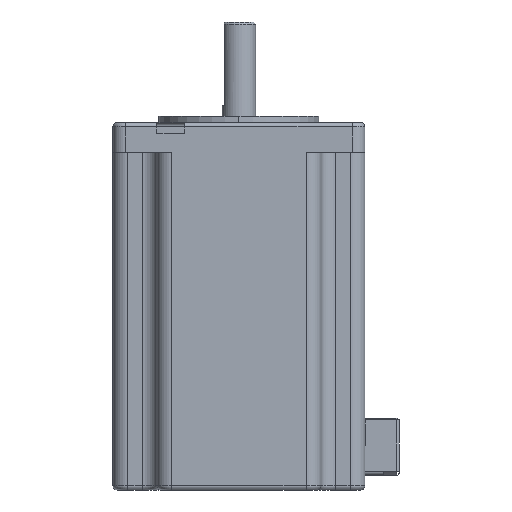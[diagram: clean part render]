
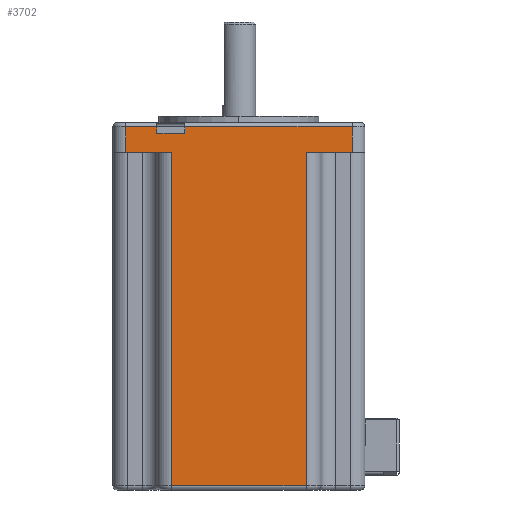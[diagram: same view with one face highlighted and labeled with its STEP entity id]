
A CAD part, left-side view. The second image highlights one B-rep face of the part: STEP entity #3702.
In plain terms, the highlighted planar face has unit normal (-1, 0, 0).
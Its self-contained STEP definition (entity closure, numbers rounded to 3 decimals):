
#216=DIRECTION('',(0.,1.,0.));
#217=VECTOR('',#216,7.45);
#218=CARTESIAN_POINT('',(-30.,19.55,86.5));
#219=LINE('',#218,#217);
#256=DIRECTION('',(0.,1.,0.));
#257=VECTOR('',#256,39.95);
#258=CARTESIAN_POINT('',(-30.,-27.,86.501));
#259=LINE('',#258,#257);
#559=DIRECTION('',(0.,0.,1.));
#560=VECTOR('',#559,79.501);
#561=CARTESIAN_POINT('',(-30.,-16.,1.));
#562=LINE('',#561,#560);
#567=DIRECTION('',(0.,1.,0.));
#568=VECTOR('',#567,11.);
#569=CARTESIAN_POINT('',(-30.,16.,80.5));
#570=LINE('',#569,#568);
#571=DIRECTION('',(0.,0.,-1.));
#572=VECTOR('',#571,1.5);
#573=CARTESIAN_POINT('',(-30.,19.55,86.5));
#574=LINE('',#573,#572);
#575=DIRECTION('',(0.,-1.,0.));
#576=VECTOR('',#575,6.6);
#577=CARTESIAN_POINT('',(-30.,19.55,85.));
#578=LINE('',#577,#576);
#579=DIRECTION('',(0.,0.,1.));
#580=VECTOR('',#579,1.5);
#581=CARTESIAN_POINT('',(-30.,12.95,85.));
#582=LINE('',#581,#580);
#583=DIRECTION('',(0.,1.,0.));
#584=VECTOR('',#583,11.);
#585=CARTESIAN_POINT('',(-30.,-27.,80.501));
#586=LINE('',#585,#584);
#591=DIRECTION('',(0.,0.,-1.));
#592=VECTOR('',#591,79.5);
#593=CARTESIAN_POINT('',(-30.,16.,80.5));
#594=LINE('',#593,#592);
#649=DIRECTION('',(0.,0.,-1.));
#650=VECTOR('',#649,6.);
#651=CARTESIAN_POINT('',(-30.,27.,86.5));
#652=LINE('',#651,#650);
#916=DIRECTION('',(0.,-1.,0.));
#917=VECTOR('',#916,32.);
#918=CARTESIAN_POINT('',(-30.,16.,1.));
#919=LINE('',#918,#917);
#1934=DIRECTION('',(0.,0.,1.));
#1935=VECTOR('',#1934,6.);
#1936=CARTESIAN_POINT('',(-30.,-27.,
80.501));
#1937=LINE('',#1936,#1935);
#2294=CARTESIAN_POINT('',(-30.,27.,86.5));
#2295=VERTEX_POINT('',#2294);
#2296=CARTESIAN_POINT('',(-30.,19.55,86.5));
#2297=VERTEX_POINT('',#2296);
#2298=CARTESIAN_POINT('',(-30.,19.55,85.));
#2300=VERTEX_POINT('',#2298);
#2304=CARTESIAN_POINT('',(-30.,12.95,85.));
#2305=VERTEX_POINT('',#2304);
#2310=CARTESIAN_POINT('',(-30.,12.95,86.5));
#2311=VERTEX_POINT('',#2310);
#2312=CARTESIAN_POINT('',(-30.,-27.,
86.501));
#2313=VERTEX_POINT('',#2312);
#2450=CARTESIAN_POINT('',(-30.,-16.,1.));
#2451=CARTESIAN_POINT('',(-30.,-16.,
80.501));
#2452=VERTEX_POINT('',#2450);
#2453=VERTEX_POINT('',#2451);
#2454=CARTESIAN_POINT('',(-30.,16.,80.5));
#2455=CARTESIAN_POINT('',(-30.,16.,1.));
#2456=VERTEX_POINT('',#2454);
#2457=VERTEX_POINT('',#2455);
#2458=CARTESIAN_POINT('',(-30.,27.,80.5));
#2459=VERTEX_POINT('',#2458);
#2460=CARTESIAN_POINT('',(-30.,-27.,
80.501));
#2461=VERTEX_POINT('',#2460);
#3675=CARTESIAN_POINT('',(-30.,30.,0.));
#3676=DIRECTION('',(-1.,0.,0.));
#3677=DIRECTION('',(0.,-1.,0.));
#3678=AXIS2_PLACEMENT_3D('',#3675,#3676,#3677);
#3679=PLANE('',#3678);
#3681=ORIENTED_EDGE('',*,*,#3680,.F.);
#3683=ORIENTED_EDGE('',*,*,#3682,.T.);
#3685=ORIENTED_EDGE('',*,*,#3684,.F.);
#3686=ORIENTED_EDGE('',*,*,#3151,.F.);
#3688=ORIENTED_EDGE('',*,*,#3687,.T.);
#3689=ORIENTED_EDGE('',*,*,#3167,.T.);
#3691=ORIENTED_EDGE('',*,*,#3690,.T.);
#3692=ORIENTED_EDGE('',*,*,#3190,.F.);
#3694=ORIENTED_EDGE('',*,*,#3693,.F.);
#3696=ORIENTED_EDGE('',*,*,#3695,.T.);
#3697=ORIENTED_EDGE('',*,*,#3665,.F.);
#3699=ORIENTED_EDGE('',*,*,#3698,.F.);
#3700=EDGE_LOOP('',(#3681,#3683,#3685,#3686,#3688,#3689,#3691,#3692,#3694,#3696,
#3697,#3699));
#3701=FACE_OUTER_BOUND('',#3700,.F.);
#3702=ADVANCED_FACE('',(#3701),#3679,.T.);
#3151=EDGE_CURVE('',#2297,#2295,#219,.T.);
#3167=EDGE_CURVE('',#2300,#2305,#578,.T.);
#3190=EDGE_CURVE('',#2313,#2311,#259,.T.);
#3665=EDGE_CURVE('',#2452,#2453,#562,.T.);
#3680=EDGE_CURVE('',#2456,#2457,#594,.T.);
#3682=EDGE_CURVE('',#2456,#2459,#570,.T.);
#3684=EDGE_CURVE('',#2295,#2459,#652,.T.);
#3687=EDGE_CURVE('',#2297,#2300,#574,.T.);
#3690=EDGE_CURVE('',#2305,#2311,#582,.T.);
#3693=EDGE_CURVE('',#2461,#2313,#1937,.T.);
#3695=EDGE_CURVE('',#2461,#2453,#586,.T.);
#3698=EDGE_CURVE('',#2457,#2452,#919,.T.);
